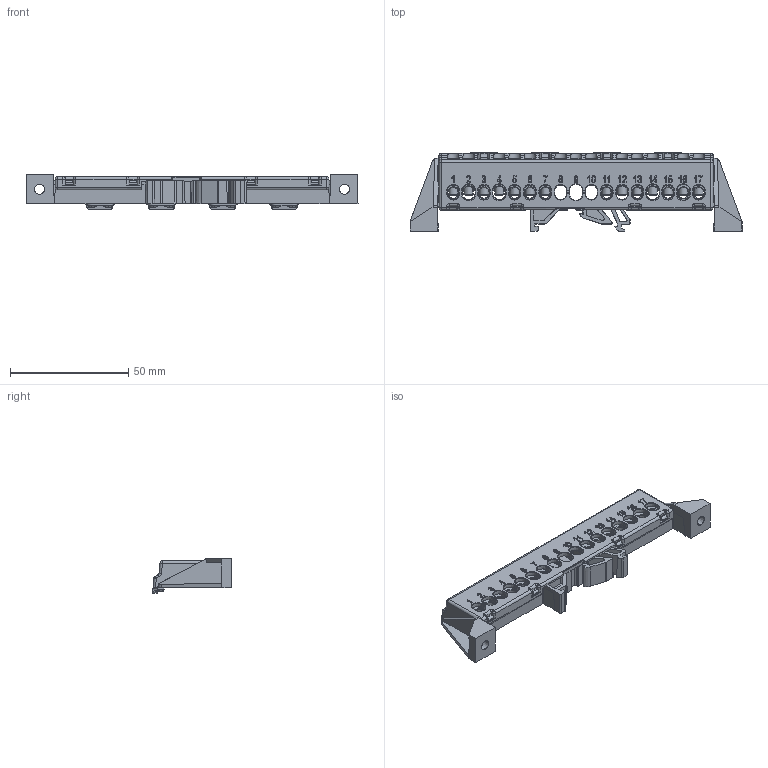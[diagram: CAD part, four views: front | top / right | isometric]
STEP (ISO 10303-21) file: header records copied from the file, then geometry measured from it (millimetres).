
FILE_DESCRIPTION (( 'STEP AP214' ), '1' );
FILE_NAME ('KSN-2-6x9 (07+07).STEP', '2023-11-03T11:48:11', ( '' ), ( '' ), 'SwSTEP 2.0', 'SolidWorks 2022', '' );
FILE_SCHEMA (( 'AUTOMOTIVE_DESIGN' ));
Length unit declared in the file: millimetre
Products named in the file (6): KSN-2-6x9 (07+07); Винт М4х8; Cover 17_obr; Holder 17-уклон_уклоны; BHBT-3-6x9.07.01; BHBT-3-6x9.07.00
Assembly tree (12 placements, depth 3):
  KSN-2-6x9 (07+07)
    Holder 17-уклон_уклоны
    Cover 17_obr
    BHBT-3-6x9.07.00  x2
      BHBT-3-6x9.07.01
      Винт М4х8
Bounding box: 140.63 x 33.38 x 14.7 mm (x, y, z)
Volume: 19894.1 mm3; surface area: 26347.3 mm2
Topology: 18 solids, 18 shells, 2023 faces, 5516 edges, 3530 vertices
Faces by surface type: plane 997, cylinder 486, cone 188, bspline 187, torus 149, sphere 16
Entity records: 58919 total; most frequent: CARTESIAN_POINT 21037, ORIENTED_EDGE 8630, DIRECTION 6752, EDGE_CURVE 4315, VERTEX_POINT 2762, LINE 2676, VECTOR 2676, AXIS2_PLACEMENT_3D 2038
